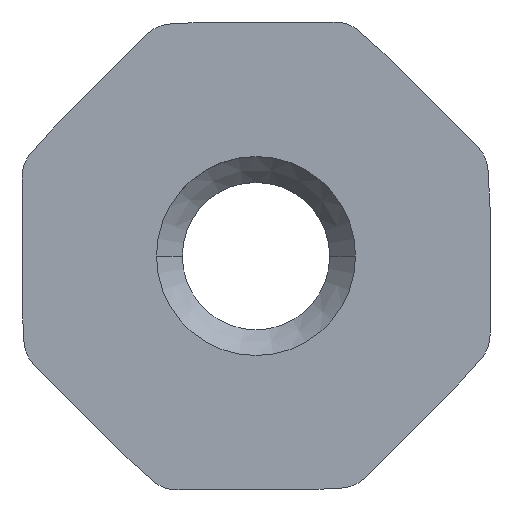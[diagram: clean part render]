
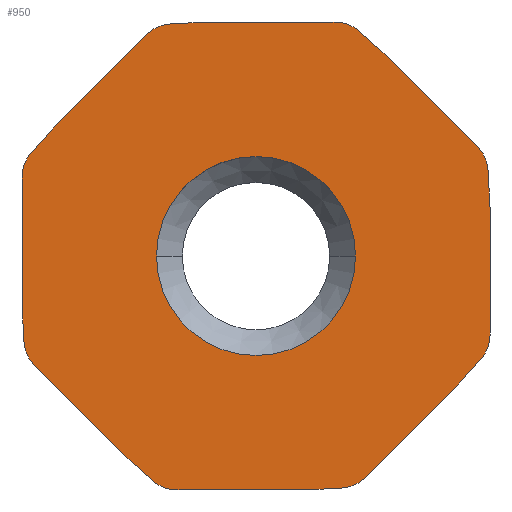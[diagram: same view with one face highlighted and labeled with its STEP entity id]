
A CAD part, top view. The second image highlights one B-rep face of the part: STEP entity #950.
In plain terms, the highlighted planar face has unit normal (0, 0, 1).
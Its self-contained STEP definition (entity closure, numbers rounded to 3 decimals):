
#173=CARTESIAN_POINT('',(5.35,-2.144,0.));
#174=DIRECTION('',(0.,0.,1.));
#175=DIRECTION('',(0.743,-0.669,0.));
#176=AXIS2_PLACEMENT_3D('',#173,#174,#175);
#181=DIRECTION('',(-0.669,-0.743,0.));
#182=VECTOR('',#181,1.);
#183=CARTESIAN_POINT('',(6.093,-2.813,0.));
#184=LINE('',#183,#182);
#188=DIRECTION('',(0.707,0.707,0.));
#189=VECTOR('',#188,3.465);
#190=CARTESIAN_POINT('',(2.974,-6.006,0.));
#191=LINE('',#190,#189);
#195=CARTESIAN_POINT('',(2.267,-5.299,0.));
#196=DIRECTION('',(0.,0.,1.));
#197=DIRECTION('',(0.052,-0.999,0.));
#198=AXIS2_PLACEMENT_3D('',#195,#196,#197);
#203=DIRECTION('',(-0.999,-0.052,0.));
#204=VECTOR('',#203,1.);
#205=CARTESIAN_POINT('',(2.319,-6.298,0.));
#206=LINE('',#205,#204);
#210=DIRECTION('',(1.,0.,0.));
#211=VECTOR('',#210,3.465);
#212=CARTESIAN_POINT('',(-2.144,-6.35,0.));
#213=LINE('',#212,#211);
#217=CARTESIAN_POINT('',(-2.144,-5.35,0.));
#218=DIRECTION('',(0.,0.,1.));
#219=DIRECTION('',(-0.669,-0.743,0.));
#220=AXIS2_PLACEMENT_3D('',#217,#218,#219);
#225=DIRECTION('',(-0.743,0.669,0.));
#226=VECTOR('',#225,1.);
#227=CARTESIAN_POINT('',(-2.813,-6.093,0.));
#228=LINE('',#227,#226);
#232=DIRECTION('',(0.707,-0.707,0.));
#233=VECTOR('',#232,3.465);
#234=CARTESIAN_POINT('',(-6.006,-2.974,0.));
#235=LINE('',#234,#233);
#239=CARTESIAN_POINT('',(-5.299,-2.267,0.));
#240=DIRECTION('',(0.,0.,1.));
#241=DIRECTION('',(-0.999,-0.052,0.));
#242=AXIS2_PLACEMENT_3D('',#239,#240,#241);
#247=DIRECTION('',(-0.052,0.999,0.));
#248=VECTOR('',#247,1.);
#249=CARTESIAN_POINT('',(-6.298,-2.319,0.));
#250=LINE('',#249,#248);
#254=DIRECTION('',(0.,-1.,0.));
#255=VECTOR('',#254,3.465);
#256=CARTESIAN_POINT('',(-6.35,2.144,0.));
#257=LINE('',#256,#255);
#261=CARTESIAN_POINT('',(-5.35,2.144,0.));
#262=DIRECTION('',(0.,0.,1.));
#263=DIRECTION('',(-0.743,0.669,0.));
#264=AXIS2_PLACEMENT_3D('',#261,#262,#263);
#269=DIRECTION('',(0.669,0.743,0.));
#270=VECTOR('',#269,1.);
#271=CARTESIAN_POINT('',(-6.093,2.813,0.));
#272=LINE('',#271,#270);
#276=DIRECTION('',(-0.707,-0.707,0.));
#277=VECTOR('',#276,3.465);
#278=CARTESIAN_POINT('',(-2.974,6.006,0.));
#279=LINE('',#278,#277);
#283=CARTESIAN_POINT('',(-2.267,5.299,0.));
#284=DIRECTION('',(0.,0.,1.));
#285=DIRECTION('',(-0.052,0.999,0.));
#286=AXIS2_PLACEMENT_3D('',#283,#284,#285);
#291=DIRECTION('',(0.999,0.052,0.));
#292=VECTOR('',#291,1.);
#293=CARTESIAN_POINT('',(-2.319,6.298,0.));
#294=LINE('',#293,#292);
#298=DIRECTION('',(-1.,0.,0.));
#299=VECTOR('',#298,3.465);
#300=CARTESIAN_POINT('',(2.144,6.35,0.));
#301=LINE('',#300,#299);
#305=CARTESIAN_POINT('',(2.144,5.35,0.));
#306=DIRECTION('',(0.,0.,1.));
#307=DIRECTION('',(0.669,0.743,0.));
#308=AXIS2_PLACEMENT_3D('',#305,#306,#307);
#313=DIRECTION('',(0.743,-0.669,0.));
#314=VECTOR('',#313,1.);
#315=CARTESIAN_POINT('',(2.813,6.093,0.));
#316=LINE('',#315,#314);
#320=DIRECTION('',(-0.707,0.707,0.));
#321=VECTOR('',#320,3.465);
#322=CARTESIAN_POINT('',(6.006,2.974,0.));
#323=LINE('',#322,#321);
#327=CARTESIAN_POINT('',(5.299,2.267,0.));
#328=DIRECTION('',(0.,0.,1.));
#329=DIRECTION('',(0.999,0.052,0.));
#330=AXIS2_PLACEMENT_3D('',#327,#328,#329);
#335=DIRECTION('',(0.052,-0.999,0.));
#336=VECTOR('',#335,1.);
#337=CARTESIAN_POINT('',(6.298,2.319,0.));
#338=LINE('',#337,#336);
#342=DIRECTION('',(0.,1.,0.));
#343=VECTOR('',#342,3.465);
#344=CARTESIAN_POINT('',(6.35,-2.144,0.));
#345=LINE('',#344,#343);
#349=CARTESIAN_POINT('',(0.,0.,0.));
#350=DIRECTION('',(0.,0.,-1.));
#351=DIRECTION('',(1.,0.,0.));
#352=AXIS2_PLACEMENT_3D('',#349,#350,#351);
#357=CARTESIAN_POINT('',(0.,0.,0.));
#358=DIRECTION('',(0.,0.,-1.));
#359=DIRECTION('',(-1.,0.,0.));
#360=AXIS2_PLACEMENT_3D('',#357,#358,#359);
#681=CARTESIAN_POINT('',(1.321,-6.35,0.));
#683=VERTEX_POINT('',#681);
#686=CARTESIAN_POINT('',(-3.556,-5.424,0.));
#688=VERTEX_POINT('',#686);
#690=CARTESIAN_POINT('',(-6.35,-1.321,0.));
#692=VERTEX_POINT('',#690);
#694=CARTESIAN_POINT('',(-5.424,3.556,0.));
#696=VERTEX_POINT('',#694);
#698=CARTESIAN_POINT('',(-1.321,6.35,0.));
#700=VERTEX_POINT('',#698);
#702=CARTESIAN_POINT('',(3.556,5.424,0.));
#704=VERTEX_POINT('',#702);
#706=CARTESIAN_POINT('',(6.35,1.321,0.));
#708=VERTEX_POINT('',#706);
#710=CARTESIAN_POINT('',(5.424,-3.556,0.));
#712=VERTEX_POINT('',#710);
#713=CARTESIAN_POINT('',(2.319,-6.298,0.));
#714=CARTESIAN_POINT('',(2.974,-6.006,0.));
#715=VERTEX_POINT('',#713);
#716=VERTEX_POINT('',#714);
#717=CARTESIAN_POINT('',(-2.813,-6.093,0.));
#718=CARTESIAN_POINT('',(-2.144,-6.35,0.));
#719=VERTEX_POINT('',#717);
#720=VERTEX_POINT('',#718);
#721=CARTESIAN_POINT('',(-6.298,-2.319,0.));
#722=CARTESIAN_POINT('',(-6.006,-2.974,0.));
#723=VERTEX_POINT('',#721);
#724=VERTEX_POINT('',#722);
#725=CARTESIAN_POINT('',(-6.093,2.813,0.));
#726=CARTESIAN_POINT('',(-6.35,2.144,0.));
#727=VERTEX_POINT('',#725);
#728=VERTEX_POINT('',#726);
#729=CARTESIAN_POINT('',(-2.319,6.298,0.));
#730=CARTESIAN_POINT('',(-2.974,6.006,0.));
#731=VERTEX_POINT('',#729);
#732=VERTEX_POINT('',#730);
#733=CARTESIAN_POINT('',(2.813,6.093,0.));
#734=CARTESIAN_POINT('',(2.144,6.35,0.));
#735=VERTEX_POINT('',#733);
#736=VERTEX_POINT('',#734);
#737=CARTESIAN_POINT('',(6.298,2.319,0.));
#738=CARTESIAN_POINT('',(6.006,2.974,0.));
#739=VERTEX_POINT('',#737);
#740=VERTEX_POINT('',#738);
#741=CARTESIAN_POINT('',(6.093,-2.813,0.));
#742=CARTESIAN_POINT('',(6.35,-2.144,0.));
#743=VERTEX_POINT('',#741);
#744=VERTEX_POINT('',#742);
#797=CARTESIAN_POINT('',(2.7,0.,0.));
#798=CARTESIAN_POINT('',(-2.7,0.,0.));
#799=VERTEX_POINT('',#797);
#800=VERTEX_POINT('',#798);
#892=CARTESIAN_POINT('',(0.,0.,0.));
#893=DIRECTION('',(0.,0.,1.));
#894=DIRECTION('',(1.,0.,0.));
#895=AXIS2_PLACEMENT_3D('',#892,#893,#894);
#896=PLANE('',#895);
#898=ORIENTED_EDGE('',*,*,#897,.F.);
#900=ORIENTED_EDGE('',*,*,#899,.T.);
#901=ORIENTED_EDGE('',*,*,#872,.F.);
#902=ORIENTED_EDGE('',*,*,#887,.F.);
#903=ORIENTED_EDGE('',*,*,#857,.T.);
#905=ORIENTED_EDGE('',*,*,#904,.F.);
#907=ORIENTED_EDGE('',*,*,#906,.F.);
#909=ORIENTED_EDGE('',*,*,#908,.T.);
#911=ORIENTED_EDGE('',*,*,#910,.F.);
#913=ORIENTED_EDGE('',*,*,#912,.F.);
#915=ORIENTED_EDGE('',*,*,#914,.T.);
#917=ORIENTED_EDGE('',*,*,#916,.F.);
#919=ORIENTED_EDGE('',*,*,#918,.F.);
#921=ORIENTED_EDGE('',*,*,#920,.T.);
#923=ORIENTED_EDGE('',*,*,#922,.F.);
#925=ORIENTED_EDGE('',*,*,#924,.F.);
#927=ORIENTED_EDGE('',*,*,#926,.T.);
#929=ORIENTED_EDGE('',*,*,#928,.F.);
#931=ORIENTED_EDGE('',*,*,#930,.F.);
#933=ORIENTED_EDGE('',*,*,#932,.T.);
#935=ORIENTED_EDGE('',*,*,#934,.F.);
#937=ORIENTED_EDGE('',*,*,#936,.F.);
#939=ORIENTED_EDGE('',*,*,#938,.T.);
#941=ORIENTED_EDGE('',*,*,#940,.F.);
#942=EDGE_LOOP('',(#898,#900,#901,#902,#903,#905,#907,#909,#911,#913,#915,#917,
#919,#921,#923,#925,#927,#929,#931,#933,#935,#937,#939,#941));
#943=FACE_OUTER_BOUND('',#942,.F.);
#945=ORIENTED_EDGE('',*,*,#944,.F.);
#947=ORIENTED_EDGE('',*,*,#946,.F.);
#948=EDGE_LOOP('',(#945,#947));
#949=FACE_BOUND('',#948,.F.);
#177=CIRCLE('',#176,1.);
#199=CIRCLE('',#198,1.);
#221=CIRCLE('',#220,1.);
#243=CIRCLE('',#242,1.);
#265=CIRCLE('',#264,1.);
#287=CIRCLE('',#286,1.);
#309=CIRCLE('',#308,1.);
#331=CIRCLE('',#330,1.);
#353=CIRCLE('',#352,2.7);
#361=CIRCLE('',#360,2.7);
#857=EDGE_CURVE('',#715,#683,#206,.T.);
#872=EDGE_CURVE('',#716,#712,#191,.T.);
#887=EDGE_CURVE('',#715,#716,#199,.T.);
#897=EDGE_CURVE('',#743,#744,#177,.T.);
#899=EDGE_CURVE('',#743,#712,#184,.T.);
#904=EDGE_CURVE('',#720,#683,#213,.T.);
#906=EDGE_CURVE('',#719,#720,#221,.T.);
#908=EDGE_CURVE('',#719,#688,#228,.T.);
#910=EDGE_CURVE('',#724,#688,#235,.T.);
#912=EDGE_CURVE('',#723,#724,#243,.T.);
#914=EDGE_CURVE('',#723,#692,#250,.T.);
#916=EDGE_CURVE('',#728,#692,#257,.T.);
#918=EDGE_CURVE('',#727,#728,#265,.T.);
#920=EDGE_CURVE('',#727,#696,#272,.T.);
#922=EDGE_CURVE('',#732,#696,#279,.T.);
#924=EDGE_CURVE('',#731,#732,#287,.T.);
#926=EDGE_CURVE('',#731,#700,#294,.T.);
#928=EDGE_CURVE('',#736,#700,#301,.T.);
#930=EDGE_CURVE('',#735,#736,#309,.T.);
#932=EDGE_CURVE('',#735,#704,#316,.T.);
#934=EDGE_CURVE('',#740,#704,#323,.T.);
#936=EDGE_CURVE('',#739,#740,#331,.T.);
#938=EDGE_CURVE('',#739,#708,#338,.T.);
#940=EDGE_CURVE('',#744,#708,#345,.T.);
#944=EDGE_CURVE('',#799,#800,#353,.T.);
#946=EDGE_CURVE('',#800,#799,#361,.T.);
#950=ADVANCED_FACE('',(#943,#949),#896,.T.);
